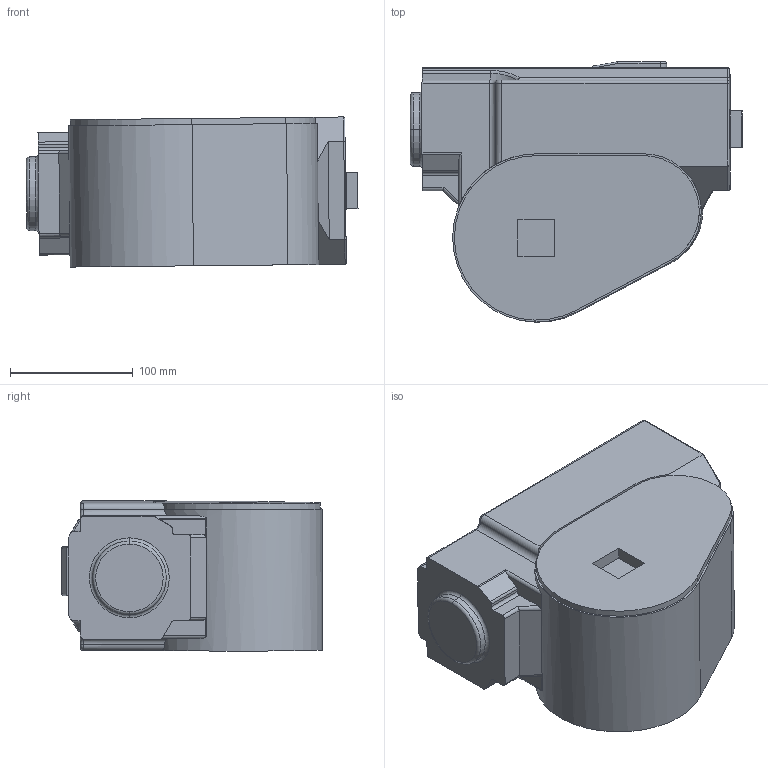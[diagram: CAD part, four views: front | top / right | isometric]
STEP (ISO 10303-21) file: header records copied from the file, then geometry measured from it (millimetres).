
FILE_DESCRIPTION (( 'STEP AP214' ), '1' );
FILE_NAME ('Part5.STEP', '2024-07-02T05:42:24', ( '' ), ( '' ), 'SwSTEP 2.0', 'SolidWorks 2022', '' );
FILE_SCHEMA (( 'AUTOMOTIVE_DESIGN' ));
Length unit declared in the file: millimetre
Products named in the file (1): Part5
Bounding box: 270.42 x 211.99 x 122.27 mm (x, y, z)
Volume: 4797335.6 mm3; surface area: 188000.6 mm2
Topology: 1 solids, 1 shells, 151 faces, 377 edges, 237 vertices
Faces by surface type: plane 69, cylinder 62, torus 16, bspline 4
Entity records: 4670 total; most frequent: CARTESIAN_POINT 1135, ORIENTED_EDGE 754, DIRECTION 710, EDGE_CURVE 377, AXIS2_PLACEMENT_3D 243, VERTEX_POINT 237, VECTOR 224, LINE 224
